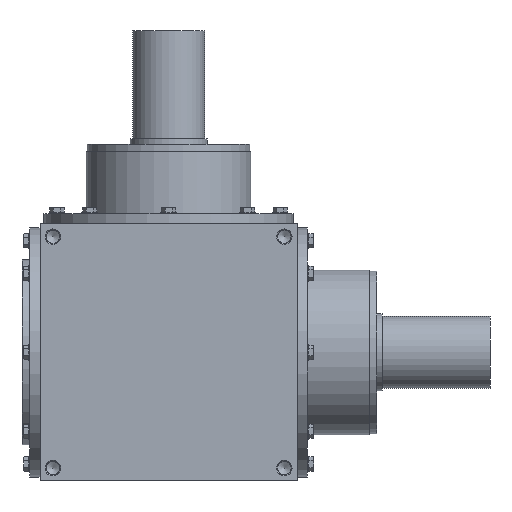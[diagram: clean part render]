
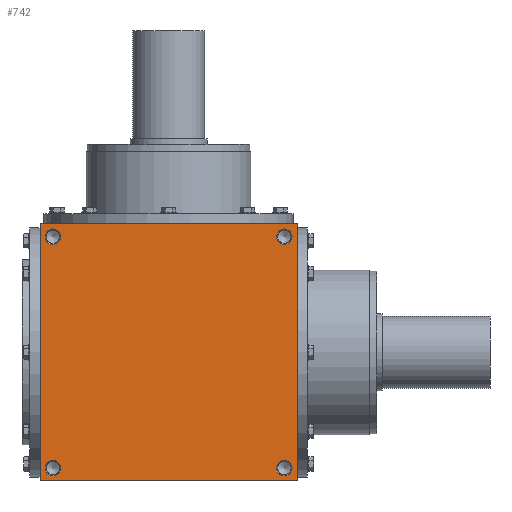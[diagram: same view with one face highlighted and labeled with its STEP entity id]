
A CAD part, front view. The second image highlights one B-rep face of the part: STEP entity #742.
In plain terms, the highlighted planar face has unit normal (0, -1, 0).
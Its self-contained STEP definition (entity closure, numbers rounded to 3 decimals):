
#742 = ADVANCED_FACE( '', ( #1443, #1444, #1445, #1446, #1447 ), #1448, .F. );
#1443 = FACE_BOUND( '', #2060, .T. );
#1444 = FACE_BOUND( '', #2061, .T. );
#1445 = FACE_BOUND( '', #2062, .T. );
#1446 = FACE_BOUND( '', #2063, .T. );
#1447 = FACE_OUTER_BOUND( '', #2064, .T. );
#1448 = PLANE( '', #2065 );
#2060 = EDGE_LOOP( '', ( #3175 ) );
#2061 = EDGE_LOOP( '', ( #3176 ) );
#2062 = EDGE_LOOP( '', ( #3177 ) );
#2063 = EDGE_LOOP( '', ( #3178 ) );
#2064 = EDGE_LOOP( '', ( #3179, #3180, #3181, #3182 ) );
#2065 = AXIS2_PLACEMENT_3D( '', #3183, #3184, #3185 );
#3175 = ORIENTED_EDGE( '', *, *, #3408, .T. );
#3176 = ORIENTED_EDGE( '', *, *, #3421, .T. );
#3177 = ORIENTED_EDGE( '', *, *, #3230, .F. );
#3178 = ORIENTED_EDGE( '', *, *, #3582, .F. );
#3179 = ORIENTED_EDGE( '', *, *, #3264, .T. );
#3180 = ORIENTED_EDGE( '', *, *, #3495, .F. );
#3181 = ORIENTED_EDGE( '', *, *, #3568, .F. );
#3182 = ORIENTED_EDGE( '', *, *, #3609, .T. );
#3183 = CARTESIAN_POINT( '', ( -250., -250., 250. ) );
#3184 = DIRECTION( '', ( 0., 1., 0. ) );
#3185 = DIRECTION( '', ( 0., 0., 1. ) );
#3230 = EDGE_CURVE( '', #3657, #3657, #3658, .T. );
#3264 = EDGE_CURVE( '', #3712, #3716, #3718, .T. );
#3408 = EDGE_CURVE( '', #3945, #3945, #3946, .T. );
#3421 = EDGE_CURVE( '', #3964, #3964, #3965, .T. );
#3495 = EDGE_CURVE( '', #4068, #3716, #4070, .T. );
#3568 = EDGE_CURVE( '', #4159, #4068, #4161, .T. );
#3582 = EDGE_CURVE( '', #4177, #4177, #4178, .T. );
#3609 = EDGE_CURVE( '', #4159, #3712, #4210, .T. );
#3657 = VERTEX_POINT( '', #4258 );
#3658 = CIRCLE( '', #4259, 15. );
#3712 = VERTEX_POINT( '', #4313 );
#3716 = VERTEX_POINT( '', #4319 );
#3718 = LINE( '', #4322, #4323 );
#3945 = VERTEX_POINT( '', #4698 );
#3946 = CIRCLE( '', #4699, 15. );
#3964 = VERTEX_POINT( '', #4717 );
#3965 = CIRCLE( '', #4718, 15. );
#4068 = VERTEX_POINT( '', #4848 );
#4070 = LINE( '', #4851, #4852 );
#4159 = VERTEX_POINT( '', #4953 );
#4161 = LINE( '', #4956, #4957 );
#4177 = VERTEX_POINT( '', #4973 );
#4178 = CIRCLE( '', #4974, 15. );
#4210 = LINE( '', #5016, #5017 );
#4258 = CARTESIAN_POINT( '', ( 225., -250., -240. ) );
#4259 = AXIS2_PLACEMENT_3D( '', #5064, #5065, #5066 );
#4313 = CARTESIAN_POINT( '', ( -250., -250., -250. ) );
#4319 = CARTESIAN_POINT( '', ( 250., -250., -250. ) );
#4322 = CARTESIAN_POINT( '', ( -250., -250., -250. ) );
#4323 = VECTOR( '', #5139, 1000. );
#4698 = CARTESIAN_POINT( '', ( -225., -250., -210. ) );
#4699 = AXIS2_PLACEMENT_3D( '', #5400, #5401, #5402 );
#4717 = CARTESIAN_POINT( '', ( -225., -250., 240. ) );
#4718 = AXIS2_PLACEMENT_3D( '', #5427, #5428, #5429 );
#4848 = CARTESIAN_POINT( '', ( 250., -250., 250. ) );
#4851 = CARTESIAN_POINT( '', ( 250., -250., 250. ) );
#4852 = VECTOR( '', #5548, 1000. );
#4953 = CARTESIAN_POINT( '', ( -250., -250., 250. ) );
#4956 = CARTESIAN_POINT( '', ( -250., -250., 250. ) );
#4957 = VECTOR( '', #5640, 1000. );
#4973 = CARTESIAN_POINT( '', ( 225., -250., 210. ) );
#4974 = AXIS2_PLACEMENT_3D( '', #5656, #5657, #5658 );
#5016 = CARTESIAN_POINT( '', ( -250., -250., 250. ) );
#5017 = VECTOR( '', #5683, 1000. );
#5064 = CARTESIAN_POINT( '', ( 225., -250., -225. ) );
#5065 = DIRECTION( '', ( 0., -1., 0. ) );
#5066 = DIRECTION( '', ( 0., 0., -1. ) );
#5139 = DIRECTION( '', ( 1., 0., 0. ) );
#5400 = CARTESIAN_POINT( '', ( -225., -250., -225. ) );
#5401 = DIRECTION( '', ( 0., 1., 0. ) );
#5402 = DIRECTION( '', ( 0., 0., 1. ) );
#5427 = CARTESIAN_POINT( '', ( -225., -250., 225. ) );
#5428 = DIRECTION( '', ( 0., 1., 0. ) );
#5429 = DIRECTION( '', ( 0., 0., 1. ) );
#5548 = DIRECTION( '', ( 0., 0., -1. ) );
#5640 = DIRECTION( '', ( 1., 0., 0. ) );
#5656 = CARTESIAN_POINT( '', ( 225., -250., 225. ) );
#5657 = DIRECTION( '', ( 0., -1., 0. ) );
#5658 = DIRECTION( '', ( 0., 0., -1. ) );
#5683 = DIRECTION( '', ( 0., 0., -1. ) );
